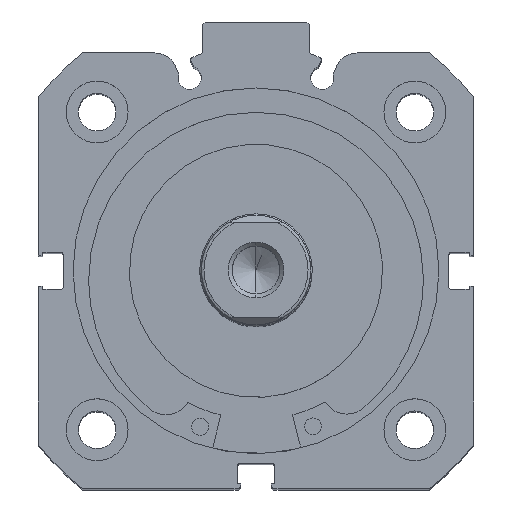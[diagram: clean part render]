
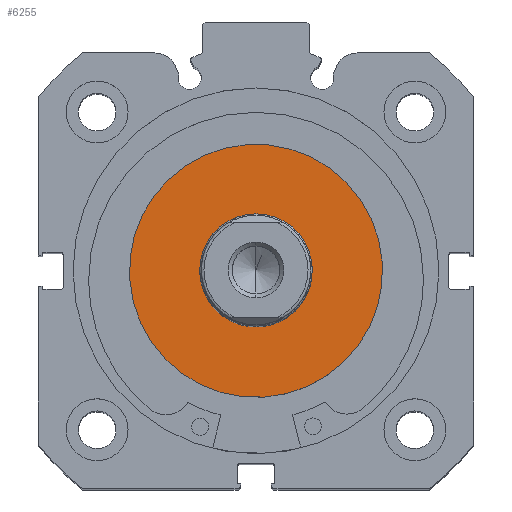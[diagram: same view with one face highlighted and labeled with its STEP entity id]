
A CAD part, top view. The second image highlights one B-rep face of the part: STEP entity #6255.
In plain terms, the highlighted face is planar.
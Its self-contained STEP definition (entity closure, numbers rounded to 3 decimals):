
#49 = ORIENTED_EDGE ( 'NONE', *, *, #6812, .F. ) ;
#50 = ORIENTED_EDGE ( 'NONE', *, *, #6794, .F. ) ;
#51 = ORIENTED_EDGE ( 'NONE', *, *, #6792, .T. ) ;
#52 = ORIENTED_EDGE ( 'NONE', *, *, #6810, .T. ) ;
#858 = FACE_BOUND ( 'NONE', #4990, .T. ) ;
#868 = FACE_OUTER_BOUND ( 'NONE', #5002, .T. ) ;
#1343 = CARTESIAN_POINT ( 'NONE',  ( 0., 22.5, 0. ) ) ;
#1344 = PLANE ( 'NONE',  #7073 ) ;
#1345 = DIRECTION ( 'NONE',  ( 1., 0., 0. ) ) ;
#1346 = DIRECTION ( 'NONE',  ( 0., 0., -1. ) ) ;
#2853 = CIRCLE ( 'NONE', #3771, 22.5 ) ;
#2855 = CIRCLE ( 'NONE', #3776, 10. ) ;
#2873 = CIRCLE ( 'NONE', #3792, 22.5 ) ;
#2876 = CIRCLE ( 'NONE', #3795, 10. ) ;
#3421 = CARTESIAN_POINT ( 'NONE',  ( 0., 0., 0. ) ) ;
#3422 = DIRECTION ( 'NONE',  ( -1., 0., 0. ) ) ;
#3423 = DIRECTION ( 'NONE',  ( 0., 0., 1. ) ) ;
#3424 = CARTESIAN_POINT ( 'NONE',  ( 0., 0., 0. ) ) ;
#3427 = DIRECTION ( 'NONE',  ( -1., 0., 0. ) ) ;
#3428 = DIRECTION ( 'NONE',  ( 0., 0., 1. ) ) ;
#3462 = CARTESIAN_POINT ( 'NONE',  ( 0., 0., 0. ) ) ;
#3468 = CARTESIAN_POINT ( 'NONE',  ( 0., 0., 0. ) ) ;
#3469 = DIRECTION ( 'NONE',  ( -1., 0., 0. ) ) ;
#3470 = DIRECTION ( 'NONE',  ( 0., 0., 1. ) ) ;
#3475 = DIRECTION ( 'NONE',  ( -1., 0., 0. ) ) ;
#3476 = DIRECTION ( 'NONE',  ( 0., 0., 1. ) ) ;
#3771 = AXIS2_PLACEMENT_3D ( 'NONE', #3421, #3422, #3423 ) ;
#3776 = AXIS2_PLACEMENT_3D ( 'NONE', #3424, #3427, #3428 ) ;
#3792 = AXIS2_PLACEMENT_3D ( 'NONE', #3462, #3469, #3470 ) ;
#3795 = AXIS2_PLACEMENT_3D ( 'NONE', #3468, #3475, #3476 ) ;
#4618 = CARTESIAN_POINT ( 'NONE',  ( 0., 0., -10. ) ) ;
#4619 = CARTESIAN_POINT ( 'NONE',  ( 0., 0., 10. ) ) ;
#4623 = CARTESIAN_POINT ( 'NONE',  ( 0., 0., -22.5 ) ) ;
#4625 = CARTESIAN_POINT ( 'NONE',  ( 0., 0., 22.5 ) ) ;
#4713 = VERTEX_POINT ( 'NONE', #4625 ) ;
#4715 = VERTEX_POINT ( 'NONE', #4623 ) ;
#4735 = VERTEX_POINT ( 'NONE', #4619 ) ;
#4746 = VERTEX_POINT ( 'NONE', #4618 ) ;
#4990 = EDGE_LOOP ( 'NONE', ( #49, #50 ) ) ;
#5002 = EDGE_LOOP ( 'NONE', ( #51, #52 ) ) ;
#6255 = ADVANCED_FACE ( 'NONE', ( #858, #868 ), #1344, .F. ) ;
#6792 = EDGE_CURVE ( 'NONE', #4713, #4715, #2853, .T. ) ;
#6794 = EDGE_CURVE ( 'NONE', #4746, #4735, #2855, .T. ) ;
#6810 = EDGE_CURVE ( 'NONE', #4715, #4713, #2873, .T. ) ;
#6812 = EDGE_CURVE ( 'NONE', #4735, #4746, #2876, .T. ) ;
#7073 = AXIS2_PLACEMENT_3D ( 'NONE', #1343, #1345, #1346 ) ;
